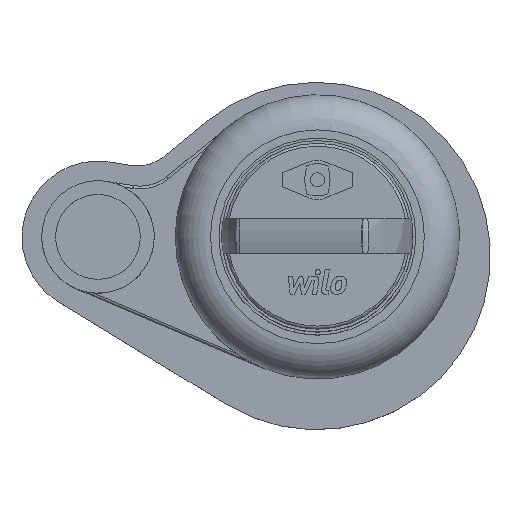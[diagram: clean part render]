
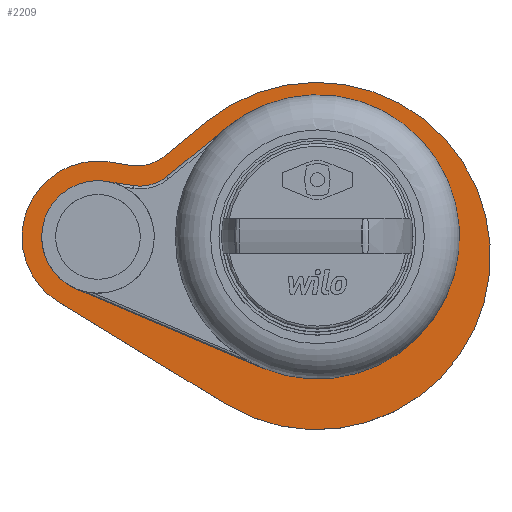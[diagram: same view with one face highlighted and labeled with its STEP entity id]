
A CAD part, top view. The second image highlights one B-rep face of the part: STEP entity #2209.
In plain terms, the highlighted planar face has unit normal (0, 0, 1).
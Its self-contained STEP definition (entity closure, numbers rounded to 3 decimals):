
#67=FACE_BOUND('',#428,.T.);
#86=CIRCLE('',#2333,30.);
#88=CIRCLE('',#2336,101.);
#94=CIRCLE('',#2349,40.);
#112=CIRCLE('',#2383,123.5);
#114=CIRCLE('',#2387,30.);
#115=CIRCLE('',#2390,54.);
#196=PLANE('',#2389);
#283=FACE_OUTER_BOUND('',#427,.T.);
#427=EDGE_LOOP('',(#1630,#1631,#1632,#1633,#1634,#1635));
#428=EDGE_LOOP('',(#1636,#1637,#1638,#1639,#1640,#1641));
#544=LINE('',#3137,#723);
#551=LINE('',#3188,#730);
#554=LINE('',#3197,#733);
#573=LINE('',#3294,#752);
#578=LINE('',#3307,#757);
#582=LINE('',#3319,#761);
#723=VECTOR('',#2527,10.);
#730=VECTOR('',#2550,10.);
#733=VECTOR('',#2561,10.);
#752=VECTOR('',#2678,10.);
#757=VECTOR('',#2691,10.);
#761=VECTOR('',#2703,10.);
#955=VERTEX_POINT('',#3134);
#956=VERTEX_POINT('',#3136);
#965=VERTEX_POINT('',#3185);
#966=VERTEX_POINT('',#3187);
#967=VERTEX_POINT('',#3194);
#968=VERTEX_POINT('',#3196);
#996=VERTEX_POINT('',#3291);
#997=VERTEX_POINT('',#3293);
#999=VERTEX_POINT('',#3299);
#1001=VERTEX_POINT('',#3305);
#1003=VERTEX_POINT('',#3311);
#1005=VERTEX_POINT('',#3317);
#1173=EDGE_CURVE('',#956,#955,#544,.T.);
#1186=EDGE_CURVE('',#966,#965,#551,.T.);
#1191=EDGE_CURVE('',#968,#967,#554,.T.);
#1193=EDGE_CURVE('',#967,#966,#86,.T.);
#1195=EDGE_CURVE('',#965,#956,#88,.T.);
#1201=EDGE_CURVE('',#955,#968,#94,.T.);
#1235=EDGE_CURVE('',#997,#996,#573,.T.);
#1239=EDGE_CURVE('',#996,#999,#112,.T.);
#1242=EDGE_CURVE('',#999,#1001,#578,.T.);
#1245=EDGE_CURVE('',#1001,#1003,#114,.T.);
#1248=EDGE_CURVE('',#1003,#1005,#582,.T.);
#1249=EDGE_CURVE('',#1005,#997,#115,.T.);
#1630=ORIENTED_EDGE('',*,*,#1235,.T.);
#1631=ORIENTED_EDGE('',*,*,#1239,.T.);
#1632=ORIENTED_EDGE('',*,*,#1242,.T.);
#1633=ORIENTED_EDGE('',*,*,#1245,.T.);
#1634=ORIENTED_EDGE('',*,*,#1248,.T.);
#1635=ORIENTED_EDGE('',*,*,#1249,.T.);
#1636=ORIENTED_EDGE('',*,*,#1186,.T.);
#1637=ORIENTED_EDGE('',*,*,#1195,.T.);
#1638=ORIENTED_EDGE('',*,*,#1173,.T.);
#1639=ORIENTED_EDGE('',*,*,#1201,.T.);
#1640=ORIENTED_EDGE('',*,*,#1191,.T.);
#1641=ORIENTED_EDGE('',*,*,#1193,.T.);
#2209=ADVANCED_FACE('',(#283,#67),#196,.T.);
#2333=AXIS2_PLACEMENT_3D('',#3200,#2565,#2566);
#2336=AXIS2_PLACEMENT_3D('',#3204,#2571,#2572);
#2349=AXIS2_PLACEMENT_3D('',#3222,#2597,#2598);
#2383=AXIS2_PLACEMENT_3D('',#3301,#2685,#2686);
#2387=AXIS2_PLACEMENT_3D('',#3313,#2697,#2698);
#2389=AXIS2_PLACEMENT_3D('',#3320,#2704,#2705);
#2390=AXIS2_PLACEMENT_3D('',#3321,#2706,#2707);
#2527=DIRECTION('',(-0.92,0.391,0.));
#2550=DIRECTION('',(0.774,0.633,0.));
#2561=DIRECTION('',(0.987,-0.159,0.));
#2565=DIRECTION('center_axis',(0.,0.,1.));
#2566=DIRECTION('ref_axis',(0.159,0.987,0.));
#2571=DIRECTION('center_axis',(0.,0.,-1.));
#2572=DIRECTION('ref_axis',(1.,0.,0.));
#2597=DIRECTION('center_axis',(0.,0.,-1.));
#2598=DIRECTION('ref_axis',(1.,0.,0.));
#2678=DIRECTION('',(0.854,-0.521,0.));
#2685=DIRECTION('center_axis',(0.,0.,1.));
#2686=DIRECTION('ref_axis',(-1.,0.,0.));
#2691=DIRECTION('',(-0.774,-0.633,0.));
#2697=DIRECTION('center_axis',(0.,0.,-1.));
#2698=DIRECTION('ref_axis',(0.159,0.987,0.));
#2703=DIRECTION('',(-0.987,0.159,0.));
#2704=DIRECTION('center_axis',(0.,0.,1.));
#2705=DIRECTION('ref_axis',(-1.,0.,0.));
#2706=DIRECTION('center_axis',(0.,0.,1.));
#2707=DIRECTION('ref_axis',(-1.,0.,0.));
#3134=CARTESIAN_POINT('',(-171.641,-36.815,62.));
#3136=CARTESIAN_POINT('',(-39.494,-92.958,62.));
#3137=CARTESIAN_POINT('',(-51.409,-87.896,62.));
#3185=CARTESIAN_POINT('',(-63.953,78.173,62.));
#3187=CARTESIAN_POINT('',(-107.1,42.874,62.));
#3188=CARTESIAN_POINT('',(-99.603,49.007,62.));
#3194=CARTESIAN_POINT('',(-130.854,36.474,62.));
#3196=CARTESIAN_POINT('',(-149.656,39.494,62.));
#3197=CARTESIAN_POINT('',(-89.285,29.797,62.));
#3200=CARTESIAN_POINT('Origin',(-126.096,66.094,62.));
#3204=CARTESIAN_POINT('Origin',(0.,0.,62.));
#3222=CARTESIAN_POINT('Origin',(-156.,0.,62.));
#3291=CARTESIAN_POINT('',(-64.849,-118.911,62.));
#3293=CARTESIAN_POINT('',(-184.136,-46.091,62.));
#3294=CARTESIAN_POINT('',(-184.136,-46.091,62.));
#3299=CARTESIAN_POINT('',(-78.7,82.087,62.));
#3301=CARTESIAN_POINT('Origin',(-0.5,-13.5,62.));
#3305=CARTESIAN_POINT('',(-108.939,57.349,62.));
#3307=CARTESIAN_POINT('',(-78.7,82.087,62.));
#3311=CARTESIAN_POINT('',(-132.693,50.948,62.));
#3313=CARTESIAN_POINT('Origin',(-127.935,80.569,62.));
#3317=CARTESIAN_POINT('',(-147.436,53.317,62.));
#3319=CARTESIAN_POINT('',(-132.693,50.948,62.));
#3320=CARTESIAN_POINT('Origin',(-34.58,-15.177,62.));
#3321=CARTESIAN_POINT('Origin',(-156.,0.,62.));
